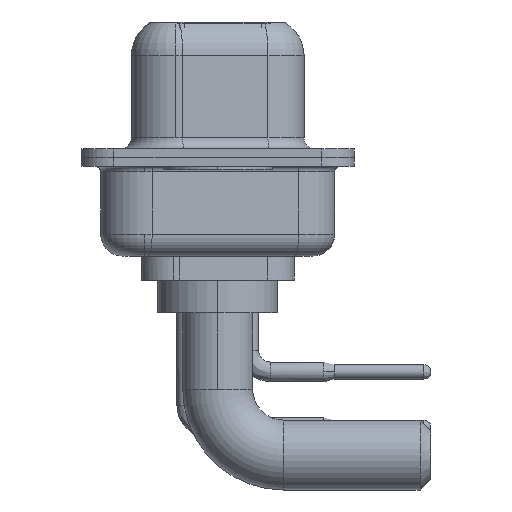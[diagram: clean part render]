
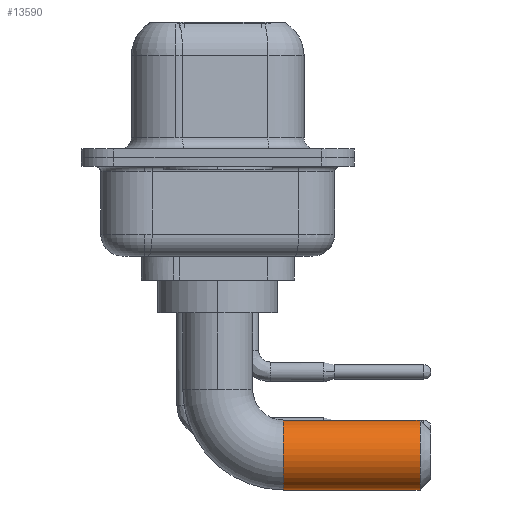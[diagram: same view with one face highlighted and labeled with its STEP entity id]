
A CAD part, left-side view. The second image highlights one B-rep face of the part: STEP entity #13590.
In plain terms, the highlighted cylindrical face has radius 1.6 mm (diameter 3.2 mm), a partial arc.
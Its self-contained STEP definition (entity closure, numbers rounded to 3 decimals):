
#524 = VERTEX_POINT ( 'NONE', #1157 ) ;
#702 = CIRCLE ( 'NONE', #16682, 1.6 ) ;
#1157 = CARTESIAN_POINT ( 'NONE',  ( 0., -3., -8.1 ) ) ;
#2595 = ORIENTED_EDGE ( 'NONE', *, *, #15243, .F. ) ;
#2763 = CARTESIAN_POINT ( 'NONE',  ( 0., -3., -4.9 ) ) ;
#2801 = ORIENTED_EDGE ( 'NONE', *, *, #5667, .T. ) ;
#3152 = DIRECTION ( 'NONE',  ( 0., -1., 0. ) ) ;
#4412 = FACE_OUTER_BOUND ( 'NONE', #9368, .T. ) ;
#4423 = VERTEX_POINT ( 'NONE', #5036 ) ;
#4631 = CARTESIAN_POINT ( 'NONE',  ( 0., -3., -6.5 ) ) ;
#5036 = CARTESIAN_POINT ( 'NONE',  ( 0., -9.25, -8.1 ) ) ;
#5667 = EDGE_CURVE ( 'NONE', #4423, #8018, #8847, .T. ) ;
#5988 = AXIS2_PLACEMENT_3D ( 'NONE', #4631, #16753, #16525 ) ;
#6357 = DIRECTION ( 'NONE',  ( 0., 1., 0. ) ) ;
#7029 = VERTEX_POINT ( 'NONE', #2763 ) ;
#7884 = VECTOR ( 'NONE', #3152, 1000. ) ;
#8018 = VERTEX_POINT ( 'NONE', #20567 ) ;
#8507 = DIRECTION ( 'NONE',  ( -1., 0., 0. ) ) ;
#8847 = CIRCLE ( 'NONE', #11459, 1.6 ) ;
#9368 = EDGE_LOOP ( 'NONE', ( #2595, #10321, #11941, #2801 ) ) ;
#9651 = CYLINDRICAL_SURFACE ( 'NONE', #5988, 1.6 ) ;
#10321 = ORIENTED_EDGE ( 'NONE', *, *, #22455, .T. ) ;
#11372 = CARTESIAN_POINT ( 'NONE',  ( 0., -9.25, -6.5 ) ) ;
#11459 = AXIS2_PLACEMENT_3D ( 'NONE', #11372, #6357, #16846 ) ;
#11941 = ORIENTED_EDGE ( 'NONE', *, *, #13147, .T. ) ;
#13023 = LINE ( 'NONE', #14999, #13145 ) ;
#13145 = VECTOR ( 'NONE', #20143, 1000. ) ;
#13147 = EDGE_CURVE ( 'NONE', #524, #4423, #13967, .T. ) ;
#13590 = ADVANCED_FACE ( 'NONE', ( #4412 ), #9651, .T. ) ;
#13967 = LINE ( 'NONE', #17345, #7884 ) ;
#14999 = CARTESIAN_POINT ( 'NONE',  ( 0., -3., -4.9 ) ) ;
#15243 = EDGE_CURVE ( 'NONE', #7029, #8018, #13023, .T. ) ;
#16525 = DIRECTION ( 'NONE',  ( 0., 0., -1. ) ) ;
#16682 = AXIS2_PLACEMENT_3D ( 'NONE', #19009, #17246, #8507 ) ;
#16753 = DIRECTION ( 'NONE',  ( 0., -1., 0. ) ) ;
#16846 = DIRECTION ( 'NONE',  ( 0., 0., -1. ) ) ;
#17246 = DIRECTION ( 'NONE',  ( 0., -1., 0. ) ) ;
#17345 = CARTESIAN_POINT ( 'NONE',  ( 0., -3., -8.1 ) ) ;
#19009 = CARTESIAN_POINT ( 'NONE',  ( 0., -3., -6.5 ) ) ;
#20143 = DIRECTION ( 'NONE',  ( 0., -1., 0. ) ) ;
#20567 = CARTESIAN_POINT ( 'NONE',  ( 0., -9.25, -4.9 ) ) ;
#22455 = EDGE_CURVE ( 'NONE', #7029, #524, #702, .T. ) ;
